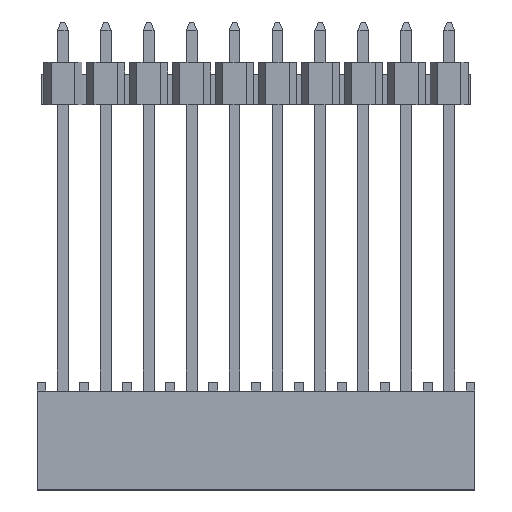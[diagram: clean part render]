
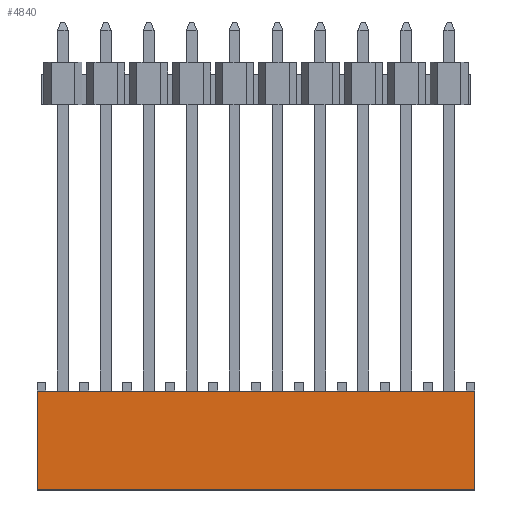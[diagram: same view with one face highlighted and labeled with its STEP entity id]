
A CAD part, top view. The second image highlights one B-rep face of the part: STEP entity #4840.
In plain terms, the highlighted planar face has unit normal (0, 0, 1).
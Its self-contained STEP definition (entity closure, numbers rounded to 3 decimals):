
#53=CARTESIAN_POINT('',(6.605,-0.5,2.54));
#54=VERTEX_POINT('',#53);
#61=CARTESIAN_POINT('',(6.605,-6.35,2.54));
#62=VERTEX_POINT('',#61);
#63=CARTESIAN_POINT('',(6.605,-0.5,2.54));
#64=DIRECTION('',(0.,-1.,0.));
#65=VECTOR('',#64,5.85);
#66=LINE('',#63,#65);
#67=EDGE_CURVE('',#54,#62,#66,.T.);
#3822=CARTESIAN_POINT('',(-19.305,-0.5,2.54));
#3823=VERTEX_POINT('',#3822);
#3830=CARTESIAN_POINT('',(-19.305,-0.5,2.54));
#3831=DIRECTION('',(1.,0.,0.));
#3832=VECTOR('',#3831,25.91);
#3833=LINE('',#3830,#3832);
#3834=EDGE_CURVE('',#3823,#54,#3833,.T.);
#4817=CARTESIAN_POINT('',(-6.35,-3.425,2.54));
#4818=DIRECTION('',(-1.,0.,0.));
#4819=DIRECTION('',(0.,0.,1.));
#4820=AXIS2_PLACEMENT_3D('',#4817,#4819,#4818);
#4821=PLANE('',#4820);
#4822=CARTESIAN_POINT('',(-19.305,-6.35,2.54));
#4823=VERTEX_POINT('',#4822);
#4824=CARTESIAN_POINT('',(-19.305,-0.5,2.54));
#4825=DIRECTION('',(0.,-1.,0.));
#4826=VECTOR('',#4825,5.85);
#4827=LINE('',#4824,#4826);
#4828=EDGE_CURVE('',#3823,#4823,#4827,.T.);
#4829=ORIENTED_EDGE('',*,*,#4828,.T.);
#4830=CARTESIAN_POINT('',(-19.305,-6.35,2.54));
#4831=DIRECTION('',(1.,0.,0.));
#4832=VECTOR('',#4831,25.91);
#4833=LINE('',#4830,#4832);
#4834=EDGE_CURVE('',#4823,#62,#4833,.T.);
#4835=ORIENTED_EDGE('',*,*,#4834,.T.);
#4836=ORIENTED_EDGE('',*,*,#67,.F.);
#4837=ORIENTED_EDGE('',*,*,#3834,.F.);
#4838=EDGE_LOOP('',(#4829,#4835,#4836,#4837));
#4839=FACE_OUTER_BOUND('',#4838,.T.);
#4840=ADVANCED_FACE('',(#4839),#4821,.T.);
